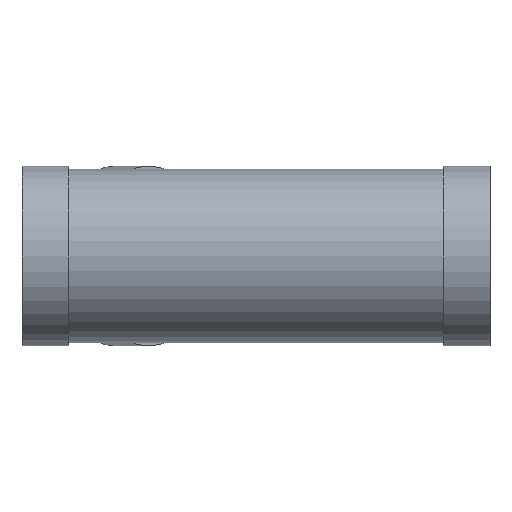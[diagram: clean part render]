
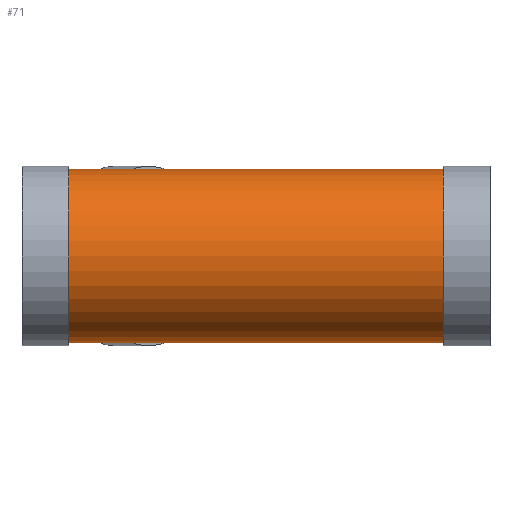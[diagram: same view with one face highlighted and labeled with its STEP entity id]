
A CAD part, front view. The second image highlights one B-rep face of the part: STEP entity #71.
In plain terms, the highlighted cylindrical face has radius 80 mm (diameter 160 mm), a full revolution.
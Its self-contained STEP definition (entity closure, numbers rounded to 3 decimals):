
#71 = ADVANCED_FACE( '', ( #154, #155, #156 ), #157, .T. );
#154 = FACE_OUTER_BOUND( '', #239, .T. );
#155 = FACE_BOUND( '', #240, .T. );
#156 = FACE_OUTER_BOUND( '', #241, .T. );
#157 = CYLINDRICAL_SURFACE( '', #242, 80. );
#239 = EDGE_LOOP( '', ( #347 ) );
#240 = EDGE_LOOP( '', ( #348, #349 ) );
#241 = EDGE_LOOP( '', ( #350 ) );
#242 = AXIS2_PLACEMENT_3D( '', #351, #352, #353 );
#347 = ORIENTED_EDGE( '', *, *, #383, .T. );
#348 = ORIENTED_EDGE( '', *, *, #415, .F. );
#349 = ORIENTED_EDGE( '', *, *, #416, .F. );
#350 = ORIENTED_EDGE( '', *, *, #395, .F. );
#351 = CARTESIAN_POINT( '', ( 216., 0., 0. ) );
#352 = DIRECTION( '', ( -1., 0., 0. ) );
#353 = DIRECTION( '', ( 0., 0., -1. ) );
#383 = EDGE_CURVE( '', #425, #425, #426, .T. );
#395 = EDGE_CURVE( '', #444, #444, #445, .T. );
#415 = EDGE_CURVE( '', #475, #476, #477, .F. );
#416 = EDGE_CURVE( '', #476, #475, #478, .F. );
#425 = VERTEX_POINT( '', #488 );
#426 = CIRCLE( '', #489, 80. );
#444 = VERTEX_POINT( '', #507 );
#445 = CIRCLE( '', #508, 80. );
#475 = VERTEX_POINT( '', #538 );
#476 = VERTEX_POINT( '', #539 );
#477 = ELLIPSE( '', #540, 209.05, 80. );
#478 = ELLIPSE( '', #541, 86.591, 80. );
#488 = CARTESIAN_POINT( '', ( -173., 0., -80. ) );
#489 = AXIS2_PLACEMENT_3D( '', #551, #552, #553 );
#507 = CARTESIAN_POINT( '', ( 173., 0., -80. ) );
#508 = AXIS2_PLACEMENT_3D( '', #572, #573, #574 );
#538 = CARTESIAN_POINT( '', ( 80., 0., -80. ) );
#539 = CARTESIAN_POINT( '', ( 80., 0., 80. ) );
#540 = AXIS2_PLACEMENT_3D( '', #605, #606, #607 );
#541 = AXIS2_PLACEMENT_3D( '', #608, #609, #610 );
#551 = CARTESIAN_POINT( '', ( -173., 0., 0. ) );
#552 = DIRECTION( '', ( 1., 0., 0. ) );
#553 = DIRECTION( '', ( 0., 0., -1. ) );
#572 = CARTESIAN_POINT( '', ( 173., 0., 0. ) );
#573 = DIRECTION( '', ( 1., 0., 0. ) );
#574 = DIRECTION( '', ( 0., 0., -1. ) );
#605 = CARTESIAN_POINT( '', ( 80., 0., 0. ) );
#606 = DIRECTION( '', ( -0.383, -0.924, 0. ) );
#607 = DIRECTION( '', ( 0.924, -0.383, 0. ) );
#608 = CARTESIAN_POINT( '', ( 80., 0., 0. ) );
#609 = DIRECTION( '', ( 0.924, -0.383, 0. ) );
#610 = DIRECTION( '', ( -0.383, -0.924, 0. ) );
